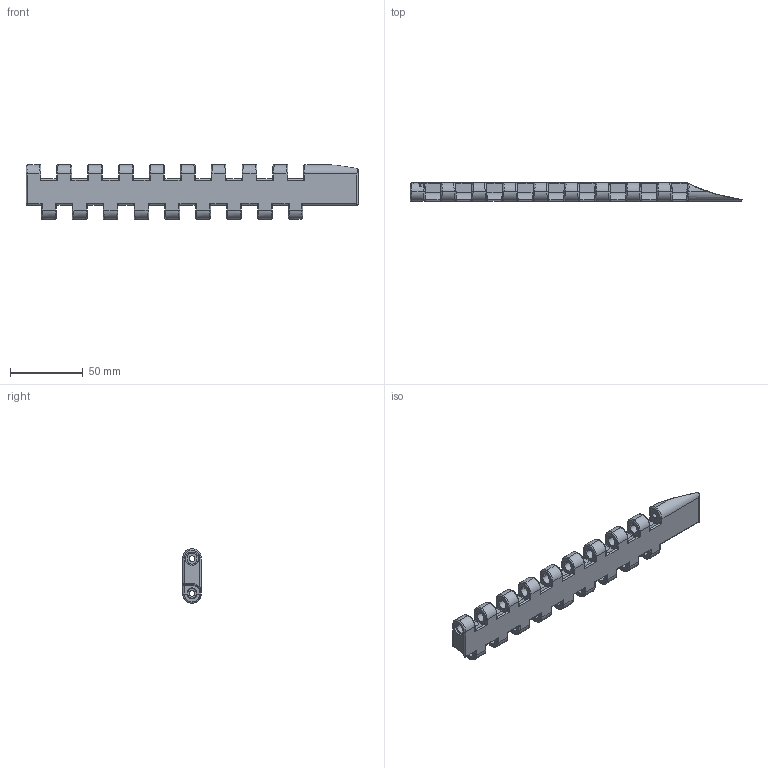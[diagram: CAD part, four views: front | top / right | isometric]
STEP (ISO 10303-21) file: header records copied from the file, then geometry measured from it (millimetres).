
FILE_DESCRIPTION (( 'STEP AP214' ), '1' );
FILE_NAME ('LF9255MC.0224TR.STEP', '2021-03-12T08:21:58', ( '' ), ( '' ), 'SwSTEP 2.0', 'SolidWorks 2019', '' );
FILE_SCHEMA (( 'AUTOMOTIVE_DESIGN' ));
Length unit declared in the file: millimetre
Products named in the file (1): LF9255MC.0224TR
Bounding box: 228.47 x 12.7 x 37.5 mm (x, y, z)
Volume: 44623.3 mm3; surface area: 26714.4 mm2
Topology: 1 solids, 1 shells, 1495 faces, 3753 edges, 2115 vertices
Faces by surface type: bspline 634, cylinder 540, plane 252, torus 65, cone 3, sphere 1
Entity records: 65889 total; most frequent: CARTESIAN_POINT 37318, ORIENTED_EDGE 7256, DIRECTION 4457, EDGE_CURVE 3628, VERTEX_POINT 2115, AXIS2_PLACEMENT_3D 1701, EDGE_LOOP 1513, FACE_OUTER_BOUND 1495
